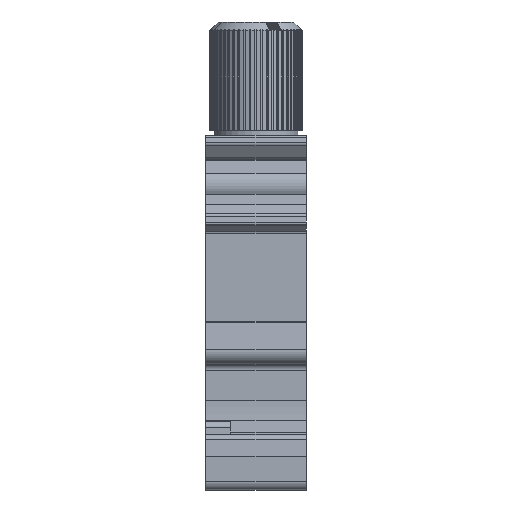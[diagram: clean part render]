
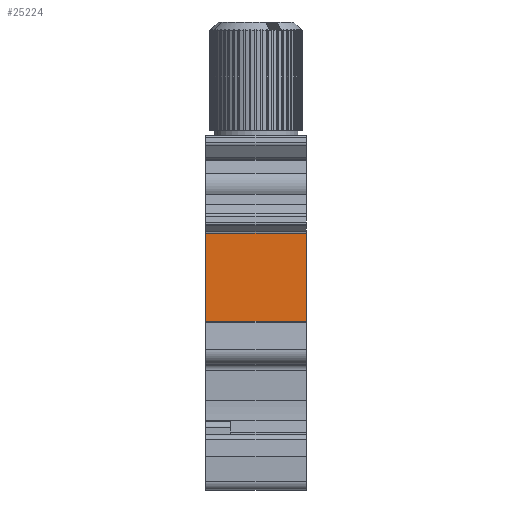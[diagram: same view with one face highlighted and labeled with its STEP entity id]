
A CAD part, left-side view. The second image highlights one B-rep face of the part: STEP entity #25224.
In plain terms, the highlighted planar face has unit normal (-1, 0, 0).
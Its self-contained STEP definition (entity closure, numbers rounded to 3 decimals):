
#921 = VERTEX_POINT ( 'NONE', #30306 ) ;
#1243 = CARTESIAN_POINT ( 'NONE',  ( -47.05, 0., 12.771 ) ) ;
#1942 = LINE ( 'NONE', #14441, #37846 ) ;
#5012 = VERTEX_POINT ( 'NONE', #43403 ) ;
#5328 = LINE ( 'NONE', #1243, #10996 ) ;
#5412 = CARTESIAN_POINT ( 'NONE',  ( -47.05, 12., 12.771 ) ) ;
#5785 = ORIENTED_EDGE ( 'NONE', *, *, #39629, .T. ) ;
#8116 = AXIS2_PLACEMENT_3D ( 'NONE', #5412, #47120, #22831 ) ;
#9311 = DIRECTION ( 'NONE',  ( 0., -1., 0. ) ) ;
#10280 = FACE_OUTER_BOUND ( 'NONE', #53270, .T. ) ;
#10996 = VECTOR ( 'NONE', #17861, 1000. ) ;
#11973 = VERTEX_POINT ( 'NONE', #27330 ) ;
#14441 = CARTESIAN_POINT ( 'NONE',  ( -47.05, 12., 12.771 ) ) ;
#17861 = DIRECTION ( 'NONE',  ( 0., 0., 1. ) ) ;
#20938 = EDGE_CURVE ( 'NONE', #31810, #921, #1942, .T. ) ;
#21589 = EDGE_CURVE ( 'NONE', #5012, #11973, #5328, .T. ) ;
#22831 = DIRECTION ( 'NONE',  ( 0., 0., -1. ) ) ;
#24359 = ORIENTED_EDGE ( 'NONE', *, *, #20938, .F. ) ;
#25224 = ADVANCED_FACE ( 'NONE', ( #10280 ), #50938, .F. ) ;
#27330 = CARTESIAN_POINT ( 'NONE',  ( -47.05, 0., 23.288 ) ) ;
#30306 = CARTESIAN_POINT ( 'NONE',  ( -47.05, 12., 23.288 ) ) ;
#31810 = VERTEX_POINT ( 'NONE', #43179 ) ;
#32977 = ORIENTED_EDGE ( 'NONE', *, *, #38962, .F. ) ;
#35170 = CARTESIAN_POINT ( 'NONE',  ( -47.05, 12., 23.288 ) ) ;
#35451 = LINE ( 'NONE', #35170, #36540 ) ;
#36540 = VECTOR ( 'NONE', #51652, 1000. ) ;
#37846 = VECTOR ( 'NONE', #52059, 1000. ) ;
#38347 = LINE ( 'NONE', #46144, #52899 ) ;
#38962 = EDGE_CURVE ( 'NONE', #921, #11973, #35451, .T. ) ;
#39629 = EDGE_CURVE ( 'NONE', #31810, #5012, #38347, .T. ) ;
#43179 = CARTESIAN_POINT ( 'NONE',  ( -47.05, 12., 12.771 ) ) ;
#43403 = CARTESIAN_POINT ( 'NONE',  ( -47.05, 0., 12.771 ) ) ;
#45891 = ORIENTED_EDGE ( 'NONE', *, *, #21589, .T. ) ;
#46144 = CARTESIAN_POINT ( 'NONE',  ( -47.05, 12., 12.771 ) ) ;
#47120 = DIRECTION ( 'NONE',  ( 1., 0., 0. ) ) ;
#50938 = PLANE ( 'NONE',  #8116 ) ;
#51652 = DIRECTION ( 'NONE',  ( 0., -1., 0. ) ) ;
#52059 = DIRECTION ( 'NONE',  ( 0., 0., 1. ) ) ;
#52899 = VECTOR ( 'NONE', #9311, 1000. ) ;
#53270 = EDGE_LOOP ( 'NONE', ( #45891, #32977, #24359, #5785 ) ) ;
